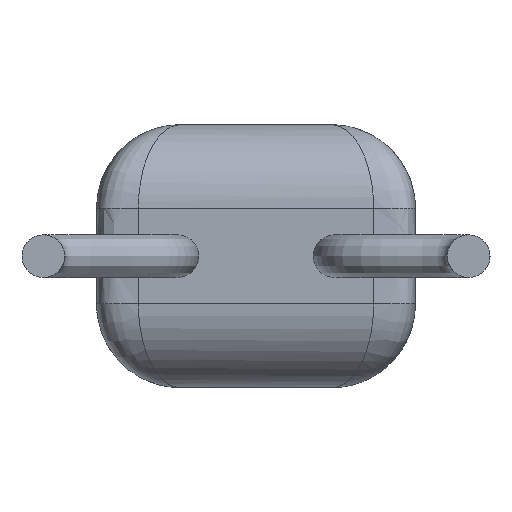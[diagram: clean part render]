
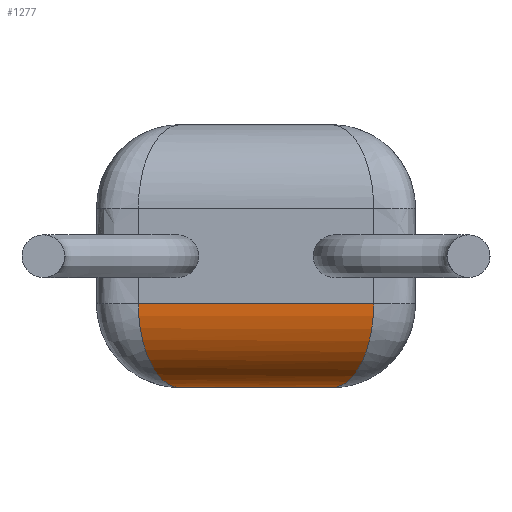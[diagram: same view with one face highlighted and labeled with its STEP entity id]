
A CAD part, front view. The second image highlights one B-rep face of the part: STEP entity #1277.
In plain terms, the highlighted cylindrical face has radius 1 mm (diameter 2 mm), a partial arc.
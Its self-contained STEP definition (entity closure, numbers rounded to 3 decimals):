
#86 = ORIENTED_EDGE ( 'NONE', *, *, #6630, .F. ) ;
#351 = CARTESIAN_POINT ( 'NONE',  ( 0.571, 0.141, 0.483 ) ) ;
#367 = CARTESIAN_POINT ( 'NONE',  ( 3.055, 0.51, 0.128 ) ) ;
#395 = CARTESIAN_POINT ( 'NONE',  ( 0.539, 0.078, 0.613 ) ) ;
#419 = CARTESIAN_POINT ( 'NONE',  ( 0.803, 0.606, 0.081 ) ) ;
#466 = CARTESIAN_POINT ( 'NONE',  ( 3.157, 0.305, 0.28 ) ) ;
#806 = CARTESIAN_POINT ( 'NONE',  ( 3.151, 0.318, 0.268 ) ) ;
#858 = CARTESIAN_POINT ( 'NONE',  ( 0.65, 0.3, 0.285 ) ) ;
#899 = CARTESIAN_POINT ( 'NONE',  ( 2.979, 0.662, 0.058 ) ) ;
#905 = CARTESIAN_POINT ( 'NONE',  ( 0.599, 0.199, 0.401 ) ) ;
#924 = CARTESIAN_POINT ( 'NONE',  ( 3.286, 0.048, 0.691 ) ) ;
#939 = DIRECTION ( 'NONE',  ( 1., 0., 0. ) ) ;
#954 = CARTESIAN_POINT ( 'NONE',  ( 0.504, 0.007, 0.864 ) ) ;
#1043 = LINE ( 'NONE', #3125, #4815 ) ;
#1277 = ADVANCED_FACE ( 'NONE', ( #5824 ), #1364, .T. ) ;
#1312 = VERTEX_POINT ( 'NONE', #2638 ) ;
#1364 = CYLINDRICAL_SURFACE ( 'NONE', #5348, 1. ) ;
#1396 = CARTESIAN_POINT ( 'NONE',  ( 0.809, 0.618, 0.076 ) ) ;
#1413 = CARTESIAN_POINT ( 'NONE',  ( 3.025, 0.57, 0.097 ) ) ;
#1445 = CARTESIAN_POINT ( 'NONE',  ( 0.644, 0.288, 0.298 ) ) ;
#1468 = EDGE_LOOP ( 'NONE', ( #3665, #6034, #86, #5532 ) ) ;
#1470 = CARTESIAN_POINT ( 'NONE',  ( 0.535, 0.071, 0.63 ) ) ;
#1489 = CARTESIAN_POINT ( 'NONE',  ( 2.87, 0.879, 0.007 ) ) ;
#1508 = CARTESIAN_POINT ( 'NONE',  ( 2.886, 0.848, 0.011 ) ) ;
#1512 = CARTESIAN_POINT ( 'NONE',  ( 3.281, 0.059, 0.661 ) ) ;
#1953 = CARTESIAN_POINT ( 'NONE',  ( 0.5, 0., 0.932 ) ) ;
#1969 = CARTESIAN_POINT ( 'NONE',  ( 2.933, 0.754, 0.03 ) ) ;
#1971 = CARTESIAN_POINT ( 'NONE',  ( 3.298, 0.023, 0.784 ) ) ;
#1977 = CARTESIAN_POINT ( 'NONE',  ( 0.701, 0.402, 0.196 ) ) ;
#1988 = CARTESIAN_POINT ( 'NONE',  ( 3.31, 0., 1. ) ) ;
#2052 = CARTESIAN_POINT ( 'NONE',  ( 2.917, 0.786, 0.023 ) ) ;
#2379 = B_SPLINE_CURVE_WITH_KNOTS ( 'NONE', 3,
 ( #4484, #2393, #4016, #1971, #3563, #924, #1512, #5560, #5863, #5931, #6582, #6112, #6675, #466, #806, #4963, #4481, #2950, #6538, #6565, #367, #1413, #3477, #899, #4503, #1969, #2052, #1508, #1489, #3108, #5058, #5558 ),
 .UNSPECIFIED., .F., .F.,
 ( 4, 2, 2, 2, 2, 2, 2, 2, 2, 2, 2, 2, 2, 2, 2, 4 ),
 ( 0., 0.114, 0.171, 0.228, 0.355, 0.419, 0.482, 0.516, 0.549, 0.615, 0.682, 0.748, 0.811, 0.874, 0.937, 1. ),
 .UNSPECIFIED. ) ;
#2393 = CARTESIAN_POINT ( 'NONE',  ( 3.31, 0., 0.941 ) ) ;
#2442 = CARTESIAN_POINT ( 'NONE',  ( 0.789, 0.579, 0.093 ) ) ;
#2481 = CARTESIAN_POINT ( 'NONE',  ( 0.756, 0.511, 0.127 ) ) ;
#2638 = CARTESIAN_POINT ( 'NONE',  ( 2.81, 1., 0. ) ) ;
#2688 = CARTESIAN_POINT ( 'NONE',  ( 0., 1., 1. ) ) ;
#2950 = CARTESIAN_POINT ( 'NONE',  ( 3.112, 0.397, 0.202 ) ) ;
#3000 = CARTESIAN_POINT ( 'NONE',  ( 0.813, 0.627, 0.072 ) ) ;
#3108 = CARTESIAN_POINT ( 'NONE',  ( 2.84, 0.94, 0.001 ) ) ;
#3125 = CARTESIAN_POINT ( 'NONE',  ( 0.5, 1., 0. ) ) ;
#3191 = EDGE_CURVE ( 'NONE', #4575, #3572, #4541, .T. ) ;
#3205 = DIRECTION ( 'NONE',  ( 0., 0., 1. ) ) ;
#3440 = CARTESIAN_POINT ( 'NONE',  ( 0.529, 0.058, 0.663 ) ) ;
#3474 = LINE ( 'NONE', #5100, #6036 ) ;
#3477 = CARTESIAN_POINT ( 'NONE',  ( 3.01, 0.6, 0.083 ) ) ;
#3505 = CARTESIAN_POINT ( 'NONE',  ( 0.518, 0.037, 0.729 ) ) ;
#3563 = CARTESIAN_POINT ( 'NONE',  ( 3.295, 0.031, 0.753 ) ) ;
#3572 = VERTEX_POINT ( 'NONE', #4588 ) ;
#3665 = ORIENTED_EDGE ( 'NONE', *, *, #3191, .T. ) ;
#3865 = CARTESIAN_POINT ( 'NONE',  ( 0.5, 0., 1. ) ) ;
#4001 = CARTESIAN_POINT ( 'NONE',  ( 0.555, 0.11, 0.54 ) ) ;
#4016 = CARTESIAN_POINT ( 'NONE',  ( 3.307, 0.005, 0.878 ) ) ;
#4019 = CARTESIAN_POINT ( 'NONE',  ( 0.856, 0.713, 0.039 ) ) ;
#4195 = VERTEX_POINT ( 'NONE', #1988 ) ;
#4481 = CARTESIAN_POINT ( 'NONE',  ( 3.132, 0.357, 0.234 ) ) ;
#4484 = CARTESIAN_POINT ( 'NONE',  ( 3.31, 0., 1. ) ) ;
#4503 = CARTESIAN_POINT ( 'NONE',  ( 2.964, 0.693, 0.048 ) ) ;
#4510 = CARTESIAN_POINT ( 'NONE',  ( 0.635, 0.27, 0.316 ) ) ;
#4541 = B_SPLINE_CURVE_WITH_KNOTS ( 'NONE', 3,
 ( #3865, #1953, #954, #6035, #3505, #6515, #3440, #1470, #395, #4001, #351, #905, #5068, #6056, #4510, #1445, #858, #5541, #5017, #1977, #5514, #2481, #4554, #2442, #419, #1396, #3000, #6597, #4019, #5043, #6080 ),
 .UNSPECIFIED., .F., .F.,
 ( 4, 2, 2, 2, 2, 2, 2, 1, 2, 2, 2, 2, 1, 1, 2, 2, 4 ),
 ( 0., 0.125, 0.187, 0.219, 0.25, 0.375, 0.438, 0.469, 0.484, 0.5, 0.625, 0.688, 0.719, 0.734, 0.742, 0.75, 1. ),
 .UNSPECIFIED. ) ;
#4554 = CARTESIAN_POINT ( 'NONE',  ( 0.778, 0.556, 0.104 ) ) ;
#4575 = VERTEX_POINT ( 'NONE', #4718 ) ;
#4588 = CARTESIAN_POINT ( 'NONE',  ( 1., 1., 0. ) ) ;
#4718 = CARTESIAN_POINT ( 'NONE',  ( 0.5, 0., 1. ) ) ;
#4815 = VECTOR ( 'NONE', #5101, 1000. ) ;
#4963 = CARTESIAN_POINT ( 'NONE',  ( 3.138, 0.344, 0.245 ) ) ;
#5017 = CARTESIAN_POINT ( 'NONE',  ( 0.677, 0.355, 0.234 ) ) ;
#5043 = CARTESIAN_POINT ( 'NONE',  ( 0.917, 0.834, 0. ) ) ;
#5058 = CARTESIAN_POINT ( 'NONE',  ( 2.825, 0.971, 0. ) ) ;
#5068 = CARTESIAN_POINT ( 'NONE',  ( 0.61, 0.219, 0.374 ) ) ;
#5100 = CARTESIAN_POINT ( 'NONE',  ( 3.31, 0., 1. ) ) ;
#5101 = DIRECTION ( 'NONE',  ( -1., 0., 0. ) ) ;
#5221 = EDGE_CURVE ( 'NONE', #4575, #4195, #3474, .T. ) ;
#5348 = AXIS2_PLACEMENT_3D ( 'NONE', #2688, #6287, #3205 ) ;
#5465 = EDGE_CURVE ( 'NONE', #1312, #3572, #1043, .T. ) ;
#5514 = CARTESIAN_POINT ( 'NONE',  ( 0.742, 0.483, 0.144 ) ) ;
#5532 = ORIENTED_EDGE ( 'NONE', *, *, #5221, .F. ) ;
#5541 = CARTESIAN_POINT ( 'NONE',  ( 0.654, 0.308, 0.278 ) ) ;
#5558 = CARTESIAN_POINT ( 'NONE',  ( 2.81, 1., 0. ) ) ;
#5560 = CARTESIAN_POINT ( 'NONE',  ( 3.262, 0.096, 0.567 ) ) ;
#5824 = FACE_OUTER_BOUND ( 'NONE', #1468, .T. ) ;
#5863 = CARTESIAN_POINT ( 'NONE',  ( 3.246, 0.128, 0.506 ) ) ;
#5931 = CARTESIAN_POINT ( 'NONE',  ( 3.218, 0.184, 0.421 ) ) ;
#6034 = ORIENTED_EDGE ( 'NONE', *, *, #5465, .F. ) ;
#6035 = CARTESIAN_POINT ( 'NONE',  ( 0.514, 0.028, 0.763 ) ) ;
#6036 = VECTOR ( 'NONE', #939, 1000. ) ;
#6056 = CARTESIAN_POINT ( 'NONE',  ( 0.626, 0.253, 0.335 ) ) ;
#6080 = CARTESIAN_POINT ( 'NONE',  ( 1., 1., 0. ) ) ;
#6112 = CARTESIAN_POINT ( 'NONE',  ( 3.187, 0.246, 0.342 ) ) ;
#6287 = DIRECTION ( 'NONE',  ( -1., 0., 0. ) ) ;
#6515 = CARTESIAN_POINT ( 'NONE',  ( 0.526, 0.053, 0.679 ) ) ;
#6538 = CARTESIAN_POINT ( 'NONE',  ( 3.098, 0.424, 0.182 ) ) ;
#6565 = CARTESIAN_POINT ( 'NONE',  ( 3.07, 0.481, 0.145 ) ) ;
#6582 = CARTESIAN_POINT ( 'NONE',  ( 3.208, 0.204, 0.394 ) ) ;
#6597 = CARTESIAN_POINT ( 'NONE',  ( 0.816, 0.632, 0.07 ) ) ;
#6630 = EDGE_CURVE ( 'NONE', #4195, #1312, #2379, .T. ) ;
#6675 = CARTESIAN_POINT ( 'NONE',  ( 3.175, 0.269, 0.317 ) ) ;
